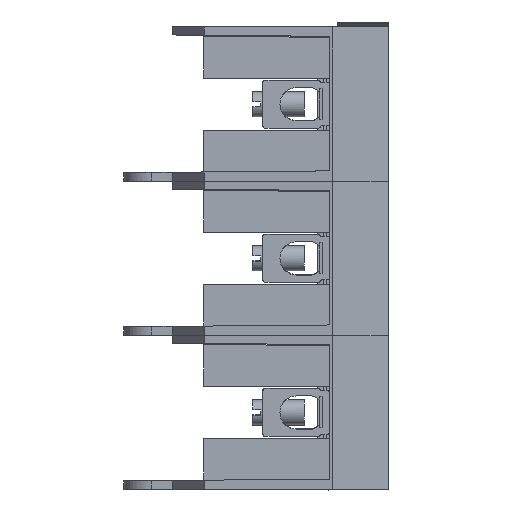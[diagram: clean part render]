
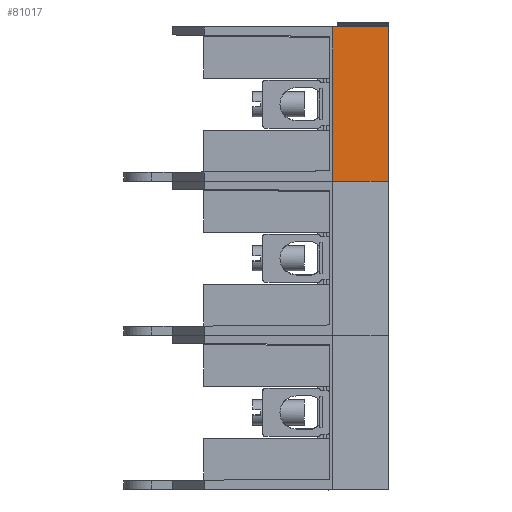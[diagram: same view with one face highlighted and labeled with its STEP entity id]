
A CAD part, left-side view. The second image highlights one B-rep face of the part: STEP entity #81017.
In plain terms, the highlighted planar face has unit normal (-0.999, -0.035, 0).
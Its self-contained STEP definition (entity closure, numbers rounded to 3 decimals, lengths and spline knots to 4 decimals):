
#2149 = LINE ( 'NONE', #72935, #55723 ) ;
#2564 = DIRECTION ( 'NONE',  ( 0., 0., -1. ) ) ;
#3017 = LINE ( 'NONE', #42182, #8071 ) ;
#7476 = VERTEX_POINT ( 'NONE', #67711 ) ;
#8071 = VECTOR ( 'NONE', #67874, 39.3701 ) ;
#11225 = CARTESIAN_POINT ( 'NONE',  ( -3.3774, 0.5404, 0.753 ) ) ;
#13183 = ORIENTED_EDGE ( 'NONE', *, *, #61431, .T. ) ;
#20846 = VERTEX_POINT ( 'NONE', #66430 ) ;
#25275 = ORIENTED_EDGE ( 'NONE', *, *, #45042, .F. ) ;
#28030 = DIRECTION ( 'NONE',  ( -0.035, 0.999, 0. ) ) ;
#32076 = EDGE_CURVE ( 'NONE', #68971, #20846, #59788, .T. ) ;
#32197 = ORIENTED_EDGE ( 'NONE', *, *, #53058, .F. ) ;
#34755 = FACE_OUTER_BOUND ( 'NONE', #68597, .T. ) ;
#35979 = VERTEX_POINT ( 'NONE', #11225 ) ;
#39844 = DIRECTION ( 'NONE',  ( 0.999, 0.035, 0. ) ) ;
#41793 = DIRECTION ( 'NONE',  ( 0.035, -0.999, 0. ) ) ;
#42182 = CARTESIAN_POINT ( 'NONE',  ( -3.3585, 0., 0.753 ) ) ;
#42904 = ORIENTED_EDGE ( 'NONE', *, *, #32076, .T. ) ;
#45042 = EDGE_CURVE ( 'NONE', #35979, #7476, #60326, .T. ) ;
#48825 = DIRECTION ( 'NONE',  ( 0.035, -0.999, 0. ) ) ;
#53058 = EDGE_CURVE ( 'NONE', #7476, #20846, #3017, .T. ) ;
#55723 = VECTOR ( 'NONE', #2564, 39.3701 ) ;
#59017 = VECTOR ( 'NONE', #48825, 39.3701 ) ;
#59788 = LINE ( 'NONE', #79172, #59017 ) ;
#60326 = LINE ( 'NONE', #80543, #79867 ) ;
#61431 = EDGE_CURVE ( 'NONE', #35979, #68971, #2149, .T. ) ;
#63424 = CARTESIAN_POINT ( 'NONE',  ( -3.3774, 0.5404, -0.753 ) ) ;
#65111 = CARTESIAN_POINT ( 'NONE',  ( -3.3774, 0.5404, 0.753 ) ) ;
#66430 = CARTESIAN_POINT ( 'NONE',  ( -3.3585, 0., -0.753 ) ) ;
#66696 = AXIS2_PLACEMENT_3D ( 'NONE', #65111, #39844, #28030 ) ;
#66789 = PLANE ( 'NONE',  #66696 ) ;
#67711 = CARTESIAN_POINT ( 'NONE',  ( -3.3585, 0., 0.753 ) ) ;
#67874 = DIRECTION ( 'NONE',  ( 0., 0., -1. ) ) ;
#68597 = EDGE_LOOP ( 'NONE', ( #13183, #42904, #32197, #25275 ) ) ;
#68971 = VERTEX_POINT ( 'NONE', #63424 ) ;
#72935 = CARTESIAN_POINT ( 'NONE',  ( -3.3774, 0.5404, 0.753 ) ) ;
#79172 = CARTESIAN_POINT ( 'NONE',  ( -3.3774, 0.5404, -0.753 ) ) ;
#79867 = VECTOR ( 'NONE', #41793, 39.3701 ) ;
#80543 = CARTESIAN_POINT ( 'NONE',  ( -3.3774, 0.5404, 0.753 ) ) ;
#81017 = ADVANCED_FACE ( 'NONE', ( #34755 ), #66789, .F. ) ;
